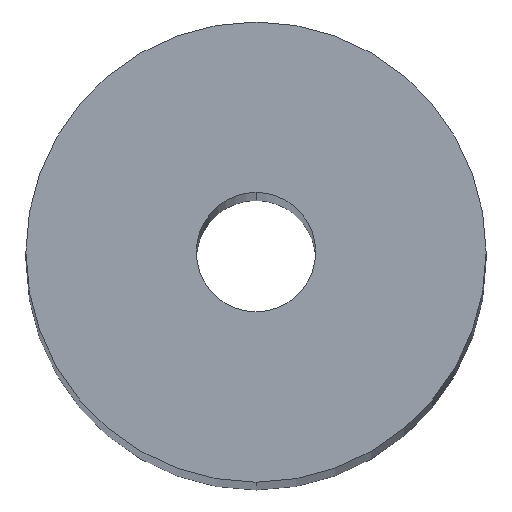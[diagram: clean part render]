
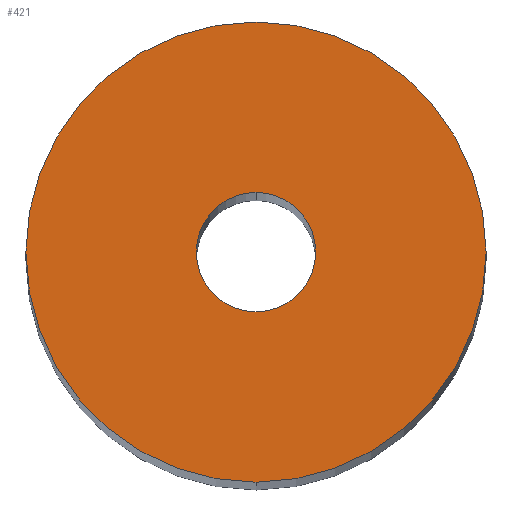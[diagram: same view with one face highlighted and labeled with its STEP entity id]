
A CAD part, top view. The second image highlights one B-rep face of the part: STEP entity #421.
In plain terms, the highlighted planar face has unit normal (0, 0, 1).
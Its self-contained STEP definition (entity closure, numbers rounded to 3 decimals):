
#411=VERTEX_POINT('NONE',#1166);
#421=ADVANCED_FACE('NONE',(#1176,#1177),#1178,.T.);
#423=EDGE_CURVE('NONE',#439,#689,#1180,.T.);
#439=VERTEX_POINT('NONE',#1199);
#607=EDGE_CURVE('NONE',#813,#411,#1385,.T.);
#671=EDGE_CURVE('NONE',#689,#439,#1455,.T.);
#689=VERTEX_POINT('NONE',#1473);
#799=EDGE_CURVE('NONE',#411,#813,#1597,.T.);
#813=VERTEX_POINT('NONE',#1612);
#1166=CARTESIAN_POINT('',(0.,13.5,290.0));
#1176=FACE_OUTER_BOUND('',#2017,.T.);
#1177=FACE_BOUND('',#2018,.T.);
#1178=PLANE('',#2019);
#1180=CIRCLE('',#2022,3.5);
#1199=CARTESIAN_POINT('',(0.,-3.5,290.0));
#1385=CIRCLE('',#2353,13.5);
#1455=CIRCLE('',#2467,3.5);
#1473=CARTESIAN_POINT('',(0.,3.5,290.0));
#1597=CIRCLE('',#2660,13.5);
#1612=CARTESIAN_POINT('',(0.,-13.5,290.0));
#2017=EDGE_LOOP('',(#3278,#3279));
#2018=EDGE_LOOP('',(#3280,#3281));
#2019=AXIS2_PLACEMENT_3D('',#3282,#3283,#3284);
#2022=AXIS2_PLACEMENT_3D('',#3285,#3286,#3287);
#2353=AXIS2_PLACEMENT_3D('',#3532,#3533,#3534);
#2467=AXIS2_PLACEMENT_3D('',#3617,#3618,#3619);
#2660=AXIS2_PLACEMENT_3D('',#3788,#3789,#3790);
#3278=ORIENTED_EDGE('',*,*,#799,.F.);
#3279=ORIENTED_EDGE('',*,*,#607,.F.);
#3280=ORIENTED_EDGE('',*,*,#423,.F.);
#3281=ORIENTED_EDGE('',*,*,#671,.F.);
#3282=CARTESIAN_POINT('',(0.,13.5,290.0));
#3283=DIRECTION('',(0.,0.,1.0));
#3284=DIRECTION('',(0.,1.0,0.));
#3285=CARTESIAN_POINT('',(0.,0.,290.0));
#3286=DIRECTION('',(0.0,0.0,1.0));
#3287=DIRECTION('',(0.,-1.0,-0.0));
#3532=CARTESIAN_POINT('',(0.,0.,290.0));
#3533=DIRECTION('',(0.0,0.0,-1.0));
#3534=DIRECTION('',(0.,1.0,0.0));
#3617=CARTESIAN_POINT('',(0.,0.,290.0));
#3618=DIRECTION('',(0.0,0.0,1.0));
#3619=DIRECTION('',(0.,-1.0,-0.0));
#3788=CARTESIAN_POINT('',(0.,0.,290.0));
#3789=DIRECTION('',(0.0,0.0,-1.0));
#3790=DIRECTION('',(0.,1.0,0.0));
